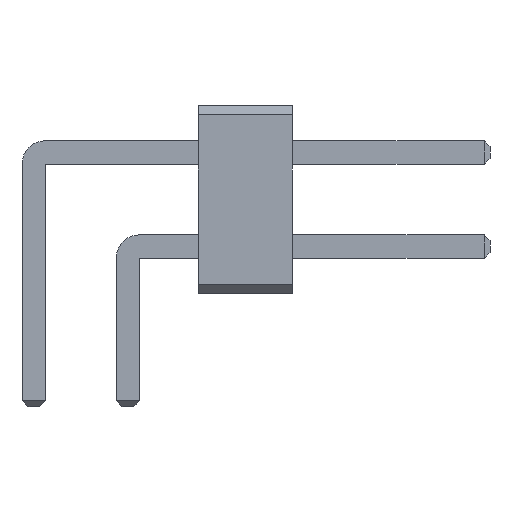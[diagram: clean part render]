
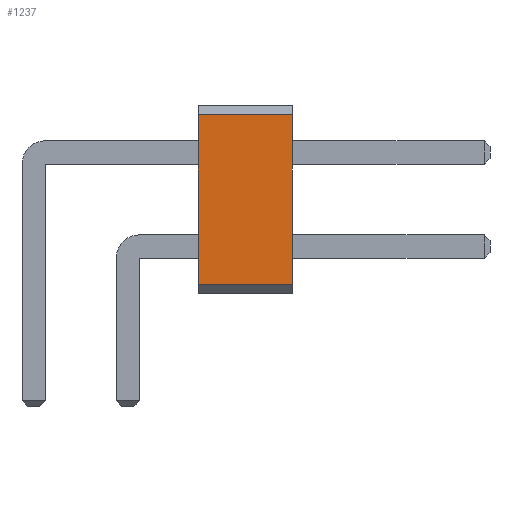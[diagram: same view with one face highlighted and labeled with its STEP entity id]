
A CAD part, front view. The second image highlights one B-rep face of the part: STEP entity #1237.
In plain terms, the highlighted planar face has unit normal (0, -1, 0).
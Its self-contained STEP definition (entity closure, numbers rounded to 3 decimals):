
#13=DIRECTION('',(0.,0.,1.));
#27=VECTOR('',#28,1.);
#28=DIRECTION('',(1.,0.,0.));
#57=DIRECTION('',(0.,-1.,0.));
#1224=VERTEX_POINT('',#1225);
#1225=CARTESIAN_POINT('',(5.5,-41.,0.2));
#1228=EDGE_CURVE('',#1229,#1224,#1231,.T.);
#1229=VERTEX_POINT('',#1230);
#1230=CARTESIAN_POINT('',(3.5,-41.,0.2));
#1231=LINE('',#1230,#27);
#1237=ADVANCED_FACE('',(#1238),#1255,.T.);
#1238=FACE_BOUND('',#1239,.T.);
#1239=EDGE_LOOP('',(#1240,#1241,#1247,#1252));
#1240=ORIENTED_EDGE('',*,*,#1228,.T.);
#1241=ORIENTED_EDGE('',*,*,#1242,.T.);
#1242=EDGE_CURVE('',#1224,#1243,#1245,.T.);
#1243=VERTEX_POINT('',#1244);
#1244=CARTESIAN_POINT('',(5.5,-41.,3.8));
#1245=LINE('',#1225,#1246);
#1246=VECTOR('',#13,1.);
#1247=ORIENTED_EDGE('',*,*,#1248,.F.);
#1248=EDGE_CURVE('',#1249,#1243,#1251,.T.);
#1249=VERTEX_POINT('',#1250);
#1250=CARTESIAN_POINT('',(3.5,-41.,3.8));
#1251=LINE('',#1250,#27);
#1252=ORIENTED_EDGE('',*,*,#1253,.F.);
#1253=EDGE_CURVE('',#1229,#1249,#1254,.T.);
#1254=LINE('',#1230,#1246);
#1255=PLANE('',#1256);
#1256=AXIS2_PLACEMENT_3D('',#1230,#57,#13);
